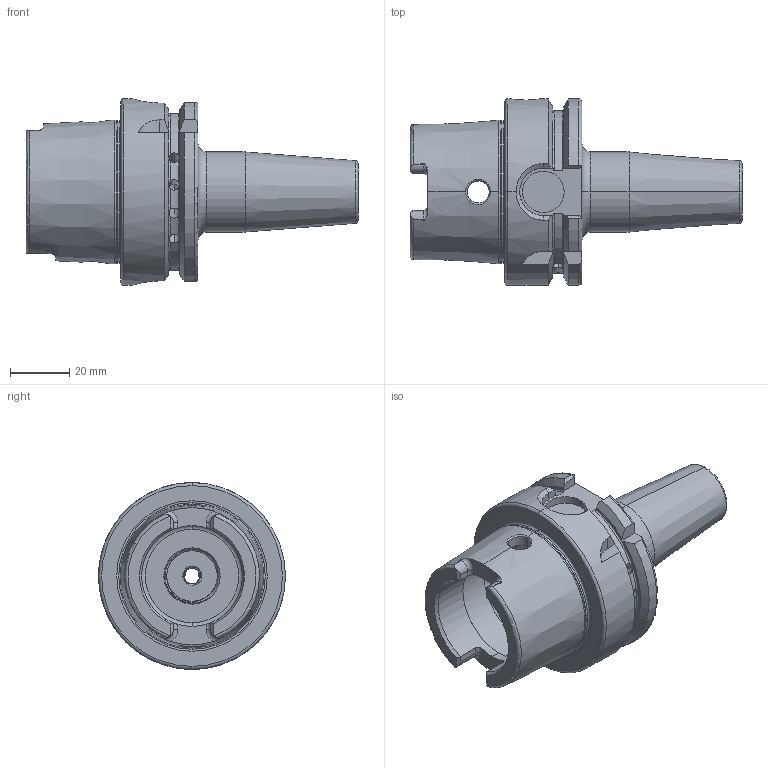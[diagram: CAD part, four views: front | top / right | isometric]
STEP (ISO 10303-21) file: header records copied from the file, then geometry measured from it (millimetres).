
FILE_DESCRIPTION (( 'STEP AP203' ), '1' );
FILE_NAME ('A63.70.08.STEP', '2016-11-17T00:36:21', ( '' ), ( '' ), 'SwSTEP 2.0', 'SolidWorks 2012', '' );
FILE_SCHEMA (( 'CONFIG_CONTROL_DESIGN' ));
Length unit declared in the file: millimetre
Products named in the file (1): A63.70.08
Bounding box: 112 x 63 x 63 mm (x, y, z)
Volume: 104380 mm3; surface area: 28971.2 mm2
Topology: 1 solids, 1 shells, 264 faces, 716 edges, 450 vertices
Faces by surface type: cylinder 122, plane 57, cone 36, torus 33, bspline 16
Entity records: 21397 total; most frequent: CARTESIAN_POINT 15362, ORIENTED_EDGE 1412, DIRECTION 1082, EDGE_CURVE 706, VERTEX_POINT 450, AXIS2_PLACEMENT_3D 428, EDGE_LOOP 276, FACE_OUTER_BOUND 264
